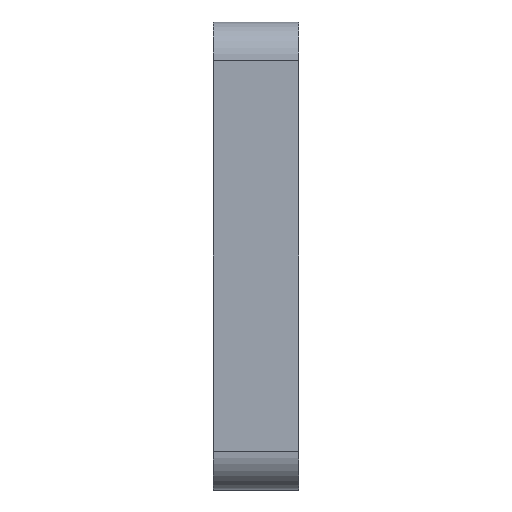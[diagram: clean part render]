
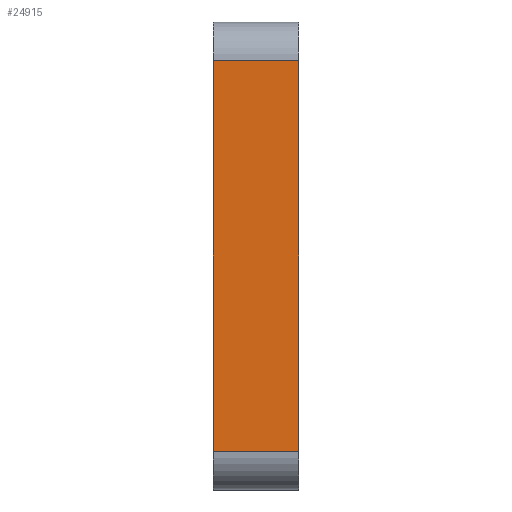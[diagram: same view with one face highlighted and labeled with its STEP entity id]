
A CAD part, left-side view. The second image highlights one B-rep face of the part: STEP entity #24915.
In plain terms, the highlighted planar face has unit normal (-1, 0, 0).
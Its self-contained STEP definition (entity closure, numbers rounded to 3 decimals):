
#1977=PLANE('',#26342);
#2893=FACE_OUTER_BOUND('',#4282,.T.);
#4282=EDGE_LOOP('',(#18474,#18475,#18476,#18477));
#6258=LINE('',#34079,#8811);
#6344=LINE('',#34511,#8897);
#6345=LINE('',#34513,#8898);
#6346=LINE('',#34514,#8899);
#8811=VECTOR('',#28264,10.);
#8897=VECTOR('',#28428,10.);
#8898=VECTOR('',#28429,10.);
#8899=VECTOR('',#28430,10.);
#11361=VERTEX_POINT('',#34076);
#11362=VERTEX_POINT('',#34078);
#11437=VERTEX_POINT('',#34510);
#11438=VERTEX_POINT('',#34512);
#14074=EDGE_CURVE('',#11362,#11361,#6258,.T.);
#14190=EDGE_CURVE('',#11437,#11361,#6344,.T.);
#14191=EDGE_CURVE('',#11437,#11438,#6345,.T.);
#14192=EDGE_CURVE('',#11438,#11362,#6346,.T.);
#18474=ORIENTED_EDGE('',*,*,#14074,.T.);
#18475=ORIENTED_EDGE('',*,*,#14190,.F.);
#18476=ORIENTED_EDGE('',*,*,#14191,.T.);
#18477=ORIENTED_EDGE('',*,*,#14192,.T.);
#24915=ADVANCED_FACE('',(#2893),#1977,.T.);
#26342=AXIS2_PLACEMENT_3D('',#34509,#28426,#28427);
#28264=DIRECTION('',(0.,0.,-1.));
#28426=DIRECTION('center_axis',(-1.,0.,0.));
#28427=DIRECTION('ref_axis',(0.,0.,1.));
#28428=DIRECTION('',(0.,1.,0.));
#28429=DIRECTION('',(0.,0.,1.));
#28430=DIRECTION('',(0.,1.,0.));
#34076=CARTESIAN_POINT('',(-40.,14.531,-33.347));
#34078=CARTESIAN_POINT('',(-40.,14.531,33.347));
#34079=CARTESIAN_POINT('',(-40.,14.531,-16.673));
#34509=CARTESIAN_POINT('Origin',(-40.,0.,-33.347));
#34510=CARTESIAN_POINT('',(-40.,0.,-33.347));
#34511=CARTESIAN_POINT('',(-40.,0.,-33.347));
#34512=CARTESIAN_POINT('',(-40.,0.,33.347));
#34513=CARTESIAN_POINT('',(-40.,0.,-33.347));
#34514=CARTESIAN_POINT('',(-40.,0.,33.347));
